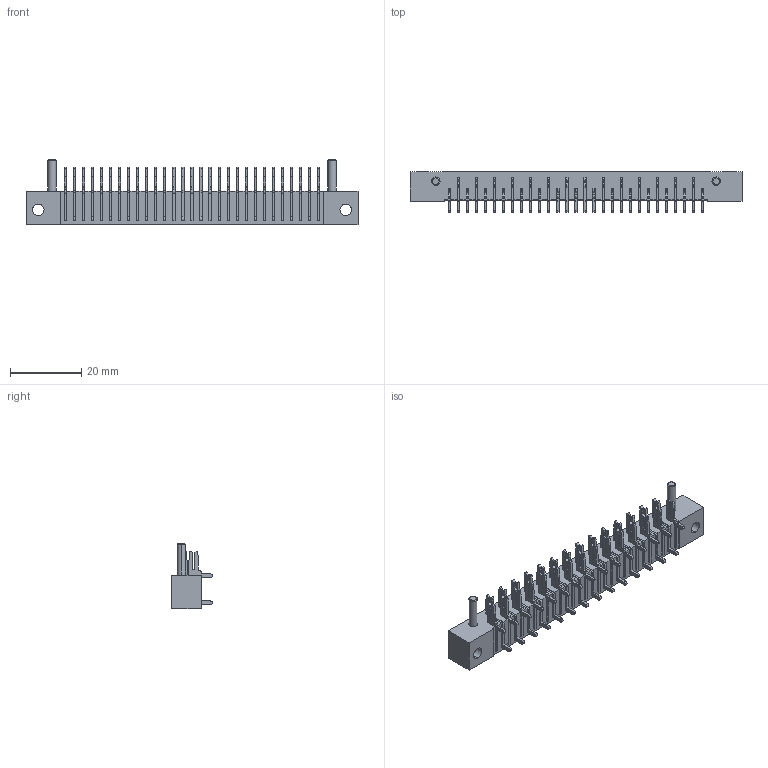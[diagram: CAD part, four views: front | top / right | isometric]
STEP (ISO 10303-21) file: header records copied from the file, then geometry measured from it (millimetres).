
FILE_DESCRIPTION (( 'STEP AP203' ), '1' );
FILE_NAME ('423-029-520-102.STEP', '2019-11-28T19:46:07', ( '' ), ( '' ), 'SwSTEP 2.0', 'SolidWorks 2016', '' );
FILE_SCHEMA (( 'CONFIG_CONTROL_DESIGN' ));
Length unit declared in the file: inch
Products named in the file (4): 421-290-001_120; 421-290-002_120; 423-029-520-102; 423 Part_29
Assembly tree (30 placements, depth 2):
  423-029-520-102
    423 Part_29
    421-290-001_120  x14
    421-290-002_120  x15
Bounding box: 93.22 x 11.4 x 18.29 mm (x, y, z)
Volume: 7147.1 mm3; surface area: 10450.8 mm2
Topology: 30 solids, 30 shells, 933 faces, 2602 edges, 1732 vertices
Faces by surface type: plane 772, cylinder 157, cone 4
Entity records: 7758 total; most frequent: CARTESIAN_POINT 1202, ORIENTED_EDGE 1148, DIRECTION 1082, EDGE_CURVE 574, VECTOR 530, LINE 530, VERTEX_POINT 380, AXIS2_PLACEMENT_3D 276
